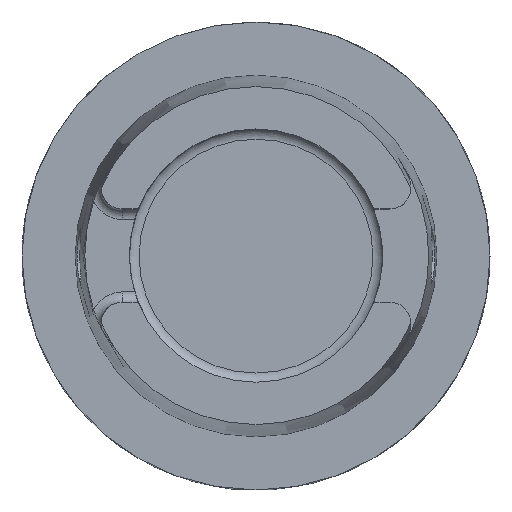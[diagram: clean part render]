
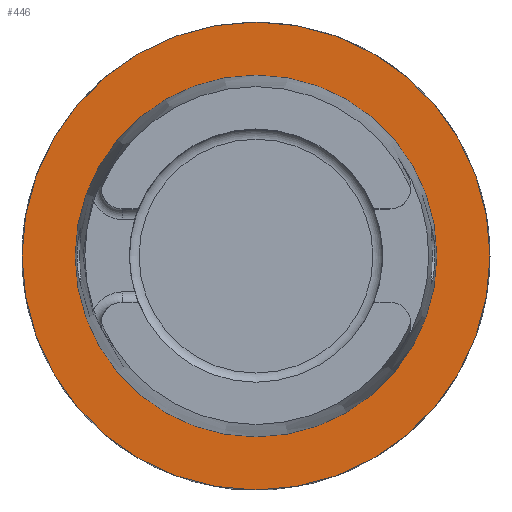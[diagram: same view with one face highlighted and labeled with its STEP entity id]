
A CAD part, top view. The second image highlights one B-rep face of the part: STEP entity #446.
In plain terms, the highlighted planar face has unit normal (0, 0, 1).
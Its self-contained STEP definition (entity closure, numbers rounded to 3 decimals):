
#307=PLANE('',#1776);
#446=ADVANCED_FACE('',(#579,#580),#307,.F.);
#579=FACE_BOUND('',#683,.T.);
#580=FACE_BOUND('',#684,.T.);
#683=EDGE_LOOP('',(#968));
#684=EDGE_LOOP('',(#969));
#968=ORIENTED_EDGE('',*,*,#1425,.F.);
#969=ORIENTED_EDGE('',*,*,#1489,.T.);
#1260=VERTEX_POINT('',#2825);
#1301=VERTEX_POINT('',#3095);
#1425=EDGE_CURVE('',#1260,#1260,#1594,.T.);
#1489=EDGE_CURVE('',#1301,#1301,#1608,.T.);
#1594=CIRCLE('',#1744,31.47);
#1608=CIRCLE('',#1774,24.321);
#1744=AXIS2_PLACEMENT_3D('',#2824,#2052,#2053);
#1774=AXIS2_PLACEMENT_3D('',#3094,#2142,#2143);
#1776=AXIS2_PLACEMENT_3D('',#3097,#2146,#2147);
#2052=DIRECTION('',(0.,0.,-1.));
#2053=DIRECTION('',(1.,0.,0.));
#2142=DIRECTION('',(0.,0.,-1.));
#2143=DIRECTION('',(1.,0.,0.));
#2146=DIRECTION('',(0.,0.,-1.));
#2147=DIRECTION('',(1.,0.,0.));
#2824=CARTESIAN_POINT('',(0.,0.,0.));
#2825=CARTESIAN_POINT('',(31.47,0.,0.));
#3094=CARTESIAN_POINT('',(0.,0.,0.));
#3095=CARTESIAN_POINT('',(24.321,0.,0.));
#3097=CARTESIAN_POINT('',(0.,-25.43,0.));
